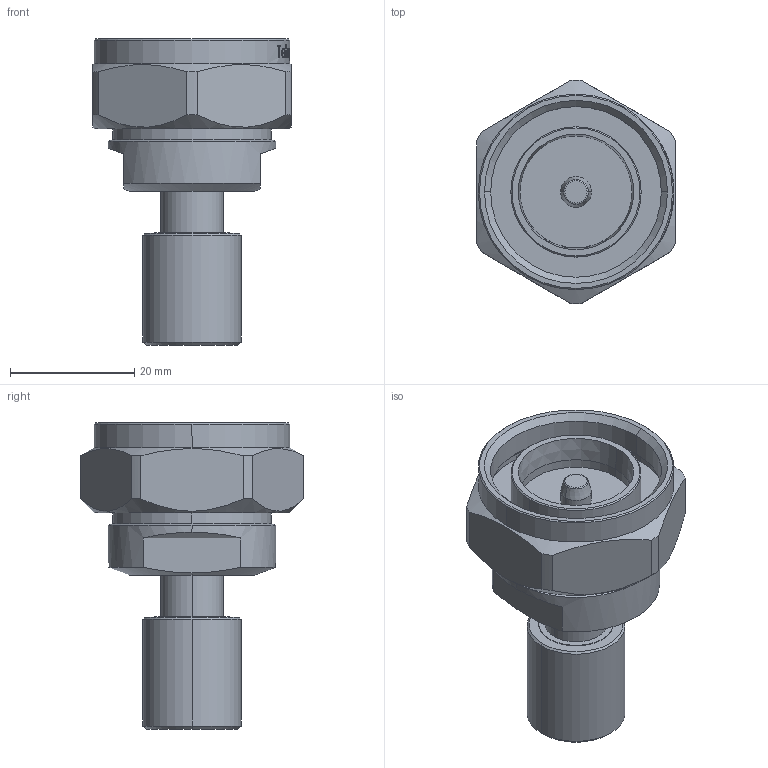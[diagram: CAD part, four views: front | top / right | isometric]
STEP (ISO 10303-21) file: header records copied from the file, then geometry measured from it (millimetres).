
FILE_DESCRIPTION (( 'STEP AP214' ), '1' );
FILE_NAME ('J01124A0008.STEP', '2019-11-27T07:56:15', ( '' ), ( '' ), 'SwSTEP 2.0', 'SolidWorks 2018', '' );
FILE_SCHEMA (( 'AUTOMOTIVE_DESIGN' ));
Length unit declared in the file: millimetre
Products named in the file (1): J01124A0008
Bounding box: 32 x 36 x 49.35 mm (x, y, z)
Volume: 17869.4 mm3; surface area: 6706.2 mm2
Topology: 1 solids, 1 shells, 235 faces, 601 edges, 392 vertices
Faces by surface type: plane 83, bspline 78, cylinder 48, cone 24, torus 2
Entity records: 12741 total; most frequent: CARTESIAN_POINT 4954, ORIENTED_EDGE 1202, DIRECTION 855, EDGE_CURVE 601, VERTEX_POINT 392, AXIS2_PLACEMENT_3D 294, VECTOR 267, LINE 267
